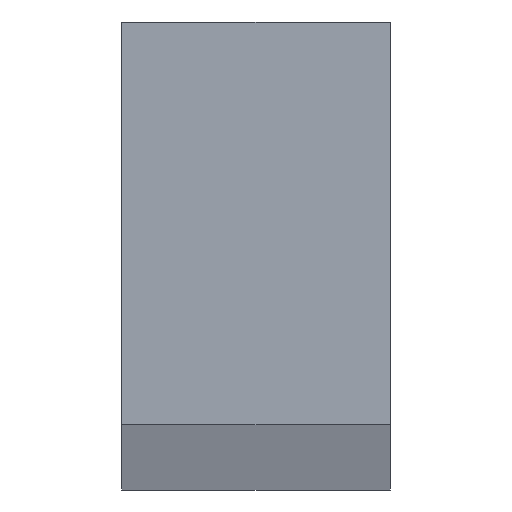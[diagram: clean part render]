
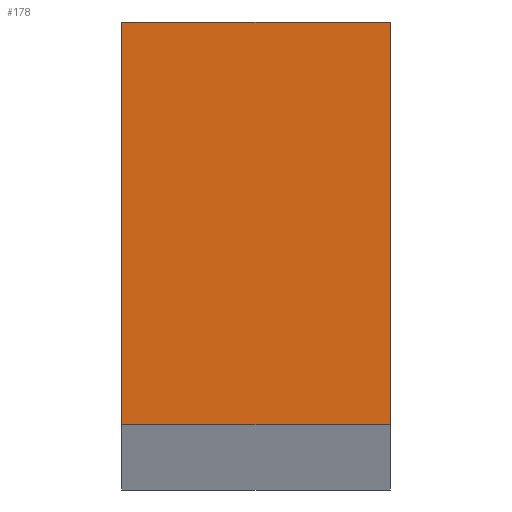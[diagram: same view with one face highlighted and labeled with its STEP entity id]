
A CAD part, top view. The second image highlights one B-rep face of the part: STEP entity #178.
In plain terms, the highlighted planar face has unit normal (0, 0, 1).
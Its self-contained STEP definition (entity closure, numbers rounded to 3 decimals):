
#36=CARTESIAN_POINT('Line Origine',(5.,0.,1395.)) ;
#40=CARTESIAN_POINT('Vertex',(0.,0.,1395.)) ;
#42=CARTESIAN_POINT('Vertex',(10.,0.,1395.)) ;
#76=CARTESIAN_POINT('Line Origine',(10.,-7.5,1395.)) ;
#80=CARTESIAN_POINT('Vertex',(10.,-15.,1395.)) ;
#107=CARTESIAN_POINT('Line Origine',(5.,-15.,1395.)) ;
#111=CARTESIAN_POINT('Vertex',(0.,-15.,1395.)) ;
#138=CARTESIAN_POINT('Line Origine',(0.,-7.5,1395.)) ;
#167=CARTESIAN_POINT('Axis2P3D Location',(0.,0.,1395.)) ;
#38=VECTOR('Line Direction',#37,1.) ;
#78=VECTOR('Line Direction',#77,1.) ;
#109=VECTOR('Line Direction',#108,1.) ;
#140=VECTOR('Line Direction',#139,1.) ;
#37=DIRECTION('Vector Direction',(1.,0.,0.)) ;
#77=DIRECTION('Vector Direction',(0.,-1.,0.)) ;
#108=DIRECTION('Vector Direction',(-1.,0.,0.)) ;
#139=DIRECTION('Vector Direction',(0.,1.,0.)) ;
#168=DIRECTION('Axis2P3D Direction',(0.,0.,-1.)) ;
#169=DIRECTION('Axis2P3D XDirection',(1.,0.,0.)) ;
#170=AXIS2_PLACEMENT_3D('Plane Axis2P3D',#167,#168,#169) ;
#39=LINE('Line',#36,#38) ;
#79=LINE('Line',#76,#78) ;
#110=LINE('Line',#107,#109) ;
#141=LINE('Line',#138,#140) ;
#171=PLANE('',#170) ;
#44=EDGE_CURVE('',#41,#43,#39,.T.) ;
#82=EDGE_CURVE('',#43,#81,#79,.T.) ;
#113=EDGE_CURVE('',#81,#112,#110,.T.) ;
#142=EDGE_CURVE('',#112,#41,#141,.T.) ;
#173=ORIENTED_EDGE('',*,*,#142,.F.) ;
#174=ORIENTED_EDGE('',*,*,#113,.F.) ;
#175=ORIENTED_EDGE('',*,*,#82,.F.) ;
#176=ORIENTED_EDGE('',*,*,#44,.F.) ;
#172=EDGE_LOOP('',(#173,#174,#175,#176)) ;
#41=VERTEX_POINT('',#40) ;
#43=VERTEX_POINT('',#42) ;
#81=VERTEX_POINT('',#80) ;
#112=VERTEX_POINT('',#111) ;
#178=ADVANCED_FACE('PartBody',(#177),#171,.F.) ;
#177=FACE_OUTER_BOUND('',#172,.T.) ;
